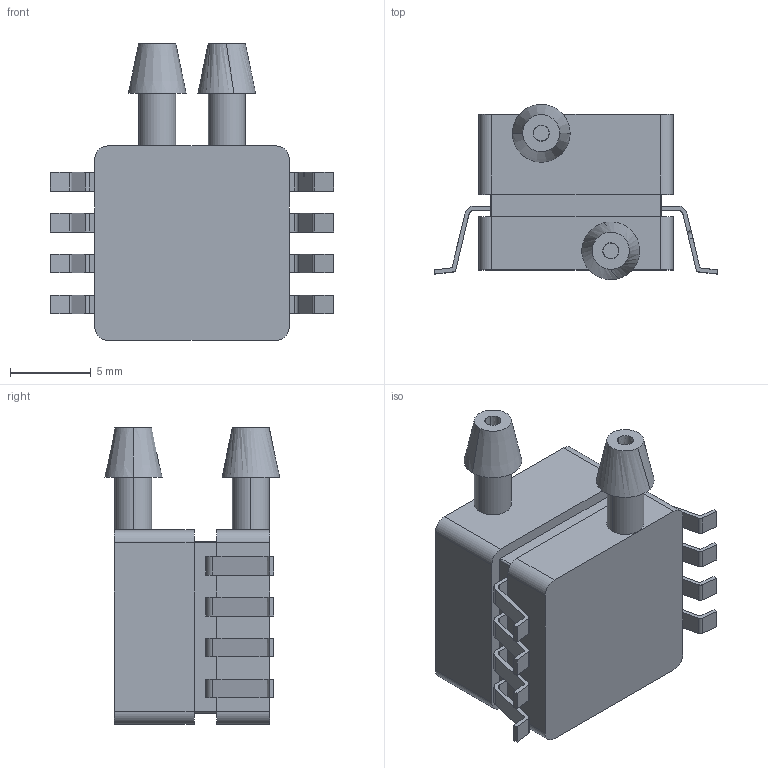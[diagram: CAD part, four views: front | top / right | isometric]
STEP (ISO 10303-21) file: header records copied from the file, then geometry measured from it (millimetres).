
FILE_DESCRIPTION (( 'STEP AP214' ), '1' );
FILE_NAME ('User Library-MPXV5004DP.STEP', '2018-11-13T05:57:59', ( '' ), ( '' ), 'SwSTEP 2.0', 'SolidWorks 2018', '' );
FILE_SCHEMA (( 'AUTOMOTIVE_DESIGN' ));
Length unit declared in the file: millimetre
Products named in the file (1): User Library-MPXV5004DP
Bounding box: 17.59 x 10.89 x 18.42 mm (x, y, z)
Volume: 1444.7 mm3; surface area: 1220.6 mm2
Topology: 5 solids, 5 shells, 148 faces, 468 edges, 362 vertices
Faces by surface type: plane 87, cylinder 45, bspline 14, cone 2
Entity records: 7452 total; most frequent: CARTESIAN_POINT 2158, ORIENTED_EDGE 936, DIRECTION 774, EDGE_CURVE 468, VERTEX_POINT 362, LINE 294, VECTOR 294, AXIS2_PLACEMENT_3D 240
